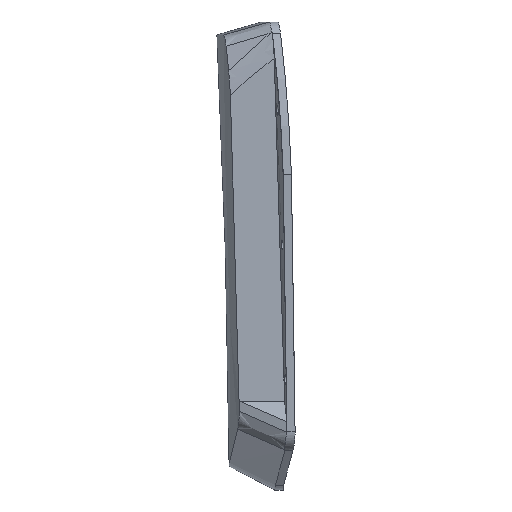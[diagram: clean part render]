
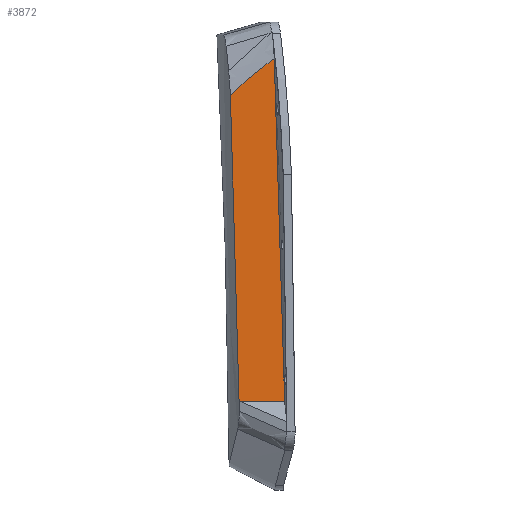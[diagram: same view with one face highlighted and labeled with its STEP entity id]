
A CAD part, left-side view. The second image highlights one B-rep face of the part: STEP entity #3872.
In plain terms, the highlighted planar face has unit normal (-1, 0, 0).
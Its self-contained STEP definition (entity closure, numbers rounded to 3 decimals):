
#245 = ORIENTED_EDGE ( 'NONE', *, *, #3224, .T. ) ;
#371 = ORIENTED_EDGE ( 'NONE', *, *, #5260, .T. ) ;
#431 = CARTESIAN_POINT ( 'NONE',  ( -79.267, 49.345, 767.941 ) ) ;
#520 = CARTESIAN_POINT ( 'NONE',  ( -79.267, 24.512, 572.538 ) ) ;
#668 = CARTESIAN_POINT ( 'NONE',  ( -79.267, 52.456, 572.538 ) ) ;
#719 = B_SPLINE_CURVE_WITH_KNOTS ( 'NONE', 3,
 ( #3150, #3116, #1136, #4672 ),
 .UNSPECIFIED., .F., .F.,
 ( 4, 4 ),
 ( 0., 0.961 ),
 .UNSPECIFIED. ) ;
#767 = EDGE_CURVE ( 'NONE', #2180, #1138, #1297, .T. ) ;
#774 = DIRECTION ( 'NONE',  ( 0., 0., 1. ) ) ;
#814 = ORIENTED_EDGE ( 'NONE', *, *, #3812, .T. ) ;
#919 = CARTESIAN_POINT ( 'NONE',  ( -79.267, 57.783, 759.631 ) ) ;
#1136 = CARTESIAN_POINT ( 'NONE',  ( -79.267, 27.582, 712.745 ) ) ;
#1138 = VERTEX_POINT ( 'NONE', #5644 ) ;
#1244 = CARTESIAN_POINT ( 'NONE',  ( -79.267, 31.305, 791.344 ) ) ;
#1262 = DIRECTION ( 'NONE',  ( 1., 0., 0. ) ) ;
#1297 = LINE ( 'NONE', #4626, #2162 ) ;
#1407 = CARTESIAN_POINT ( 'NONE',  ( -79.267, 42.609, 773.729 ) ) ;
#1499 = AXIS2_PLACEMENT_3D ( 'NONE', #1244, #1262, #774 ) ;
#1674 = VERTEX_POINT ( 'NONE', #6150 ) ;
#1736 = EDGE_LOOP ( 'NONE', ( #371, #814, #245, #4949 ) ) ;
#1821 = B_SPLINE_CURVE_WITH_KNOTS ( 'NONE', 3,
 ( #2368, #1934, #5799, #5823, #1407, #3882, #431, #5382, #2858, #919 ),
 .UNSPECIFIED., .F., .F.,
 ( 4, 2, 2, 2, 4 ),
 ( 0., 0.009, 0.018, 0.027, 0.036 ),
 .UNSPECIFIED. ) ;
#1934 = CARTESIAN_POINT ( 'NONE',  ( -79.267, 33.279, 781.035 ) ) ;
#2161 = CARTESIAN_POINT ( 'NONE',  ( -79.267, 53.294, 634.931 ) ) ;
#2162 = VECTOR ( 'NONE', #5062, 1000. ) ;
#2180 = VERTEX_POINT ( 'NONE', #520 ) ;
#2368 = CARTESIAN_POINT ( 'NONE',  ( -79.267, 30.895, 782.793 ) ) ;
#2778 = CARTESIAN_POINT ( 'NONE',  ( -79.267, 55.07, 697.296 ) ) ;
#2858 = CARTESIAN_POINT ( 'NONE',  ( -79.267, 55.762, 761.8 ) ) ;
#3116 = CARTESIAN_POINT ( 'NONE',  ( -79.267, 25.454, 642.66 ) ) ;
#3150 = CARTESIAN_POINT ( 'NONE',  ( -79.267, 24.512, 572.538 ) ) ;
#3157 = CARTESIAN_POINT ( 'NONE',  ( -79.267, 30.895, 782.793 ) ) ;
#3224 = EDGE_CURVE ( 'NONE', #1674, #1138, #4316, .T. ) ;
#3812 = EDGE_CURVE ( 'NONE', #5458, #1674, #1821, .T. ) ;
#3872 = ADVANCED_FACE ( 'NONE', ( #5296 ), #6232, .F. ) ;
#3882 = CARTESIAN_POINT ( 'NONE',  ( -79.267, 47.129, 769.902 ) ) ;
#4253 = CARTESIAN_POINT ( 'NONE',  ( -79.267, 57.783, 759.631 ) ) ;
#4316 = B_SPLINE_CURVE_WITH_KNOTS ( 'NONE', 3,
 ( #4253, #2778, #2161, #668 ),
 .UNSPECIFIED., .F., .F.,
 ( 4, 4 ),
 ( 0.032, 0.219 ),
 .UNSPECIFIED. ) ;
#4626 = CARTESIAN_POINT ( 'NONE',  ( -79.267, 24.512, 572.538 ) ) ;
#4672 = CARTESIAN_POINT ( 'NONE',  ( -79.267, 30.895, 782.793 ) ) ;
#4949 = ORIENTED_EDGE ( 'NONE', *, *, #767, .F. ) ;
#5062 = DIRECTION ( 'NONE',  ( 0., 1., 0. ) ) ;
#5260 = EDGE_CURVE ( 'NONE', #2180, #5458, #719, .T. ) ;
#5296 = FACE_OUTER_BOUND ( 'NONE', #1736, .T. ) ;
#5382 = CARTESIAN_POINT ( 'NONE',  ( -79.267, 53.66, 763.89 ) ) ;
#5458 = VERTEX_POINT ( 'NONE', #3157 ) ;
#5644 = CARTESIAN_POINT ( 'NONE',  ( -79.267, 52.456, 572.538 ) ) ;
#5799 = CARTESIAN_POINT ( 'NONE',  ( -79.267, 35.641, 779.247 ) ) ;
#5823 = CARTESIAN_POINT ( 'NONE',  ( -79.267, 40.306, 775.594 ) ) ;
#6150 = CARTESIAN_POINT ( 'NONE',  ( -79.267, 57.783, 759.631 ) ) ;
#6232 = PLANE ( 'NONE',  #1499 ) ;
